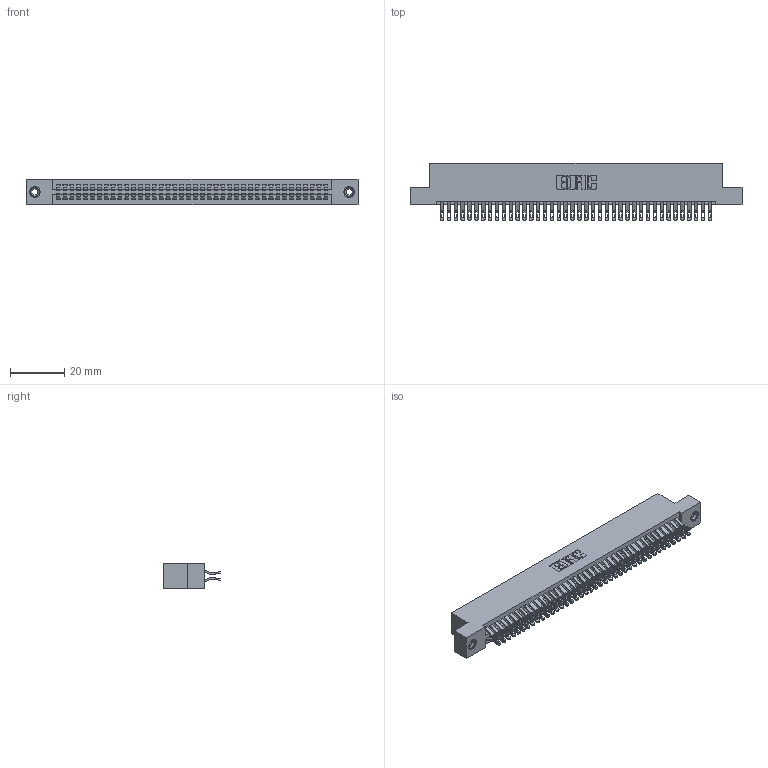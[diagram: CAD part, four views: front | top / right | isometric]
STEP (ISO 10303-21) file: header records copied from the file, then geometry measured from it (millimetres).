
FILE_DESCRIPTION (( 'STEP AP203' ), '1' );
FILE_NAME ('345-080-555-208.STEP', '2019-10-31T20:02:42', ( '' ), ( '' ), 'SwSTEP 2.0', 'SolidWorks 2016', '' );
FILE_SCHEMA (( 'CONFIG_CONTROL_DESIGN' ));
Length unit declared in the file: inch
Products named in the file (4): 345-080-555-208; 345 Part_Flush Mounting Lugs - 0.156 Dia-TI; 345-292-001_555 Tail; 345-250-001_345-250-003-102
Assembly tree (83 placements, depth 2):
  345-080-555-208
    345 Part_Flush Mounting Lugs - 0.156 Dia-TI
    345-292-001_555 Tail  x80
    345-250-001_345-250-003-102  x2
Bounding box: 122.81 x 21.13 x 9.4 mm (x, y, z)
Volume: 12136.8 mm3; surface area: 18721.9 mm2
Topology: 83 solids, 83 shells, 4666 faces, 14637 edges, 9750 vertices
Faces by surface type: plane 2592, cylinder 2058, cone 12, torus 4
Entity records: 33166 total; most frequent: CARTESIAN_POINT 5577, ORIENTED_EDGE 5474, DIRECTION 4915, EDGE_CURVE 2737, VECTOR 2405, LINE 2405, VERTEX_POINT 1820, AXIS2_PLACEMENT_3D 1255
